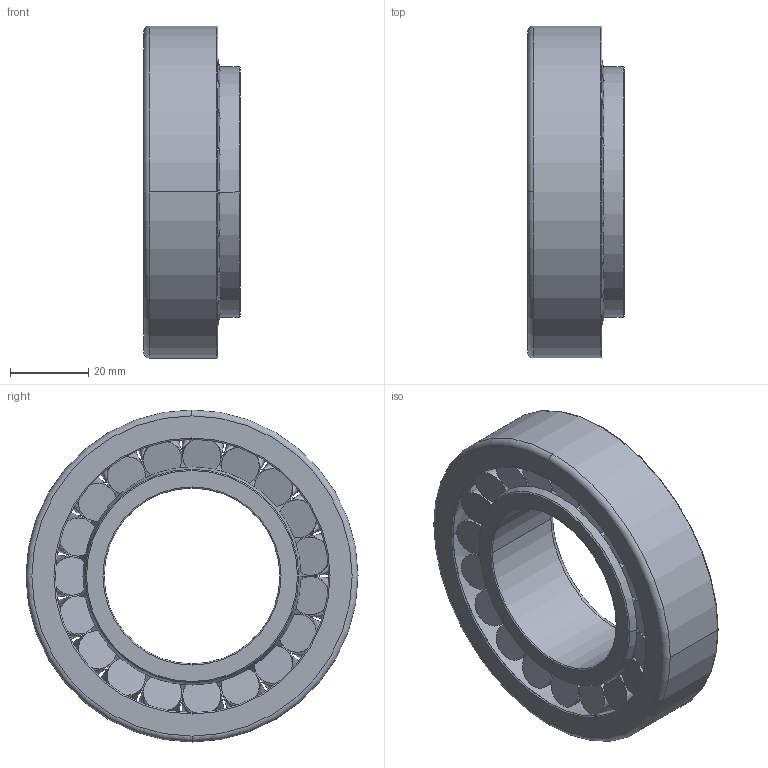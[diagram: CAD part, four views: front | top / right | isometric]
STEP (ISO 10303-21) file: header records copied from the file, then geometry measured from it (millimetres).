
FILE_DESCRIPTION(('STEP AP214'),'1');
FILE_NAME('skf_bearing_32209_2.stp','2024-08-22T02:57:02',('TraceParts'),('TraceParts S.A.'),'Spatial InterOp 3D',' ',' ');
FILE_SCHEMA(('AUTOMOTIVE_DESIGN { 1 0 10303 214 1 1 1 1 }'));
Length unit declared in the file: millimetre
Products named in the file (1): skf_bearing_32209_2_1
Bounding box: 24.75 x 85 x 85 mm (x, y, z)
Volume: 71088 mm3; surface area: 35398.5 mm2
Topology: 3 solids, 3 shells, 150 faces, 315 edges, 207 vertices
Faces by surface type: cone 52, torus 50, plane 42, cylinder 6
Entity records: 5415 total; most frequent: CARTESIAN_POINT 2119, DIRECTION 726, ORIENTED_EDGE 630, AXIS2_PLACEMENT_3D 334, EDGE_CURVE 315, VERTEX_POINT 207, EDGE_LOOP 192, CIRCLE 181
